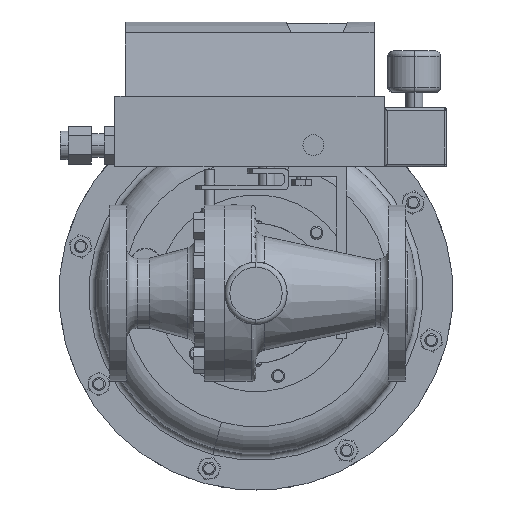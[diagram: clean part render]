
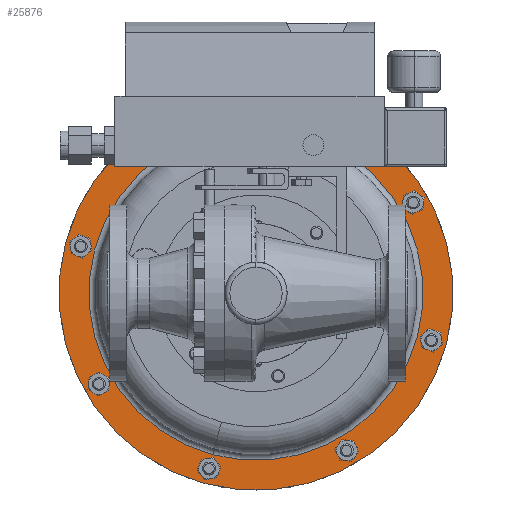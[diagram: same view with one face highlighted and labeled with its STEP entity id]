
A CAD part, front view. The second image highlights one B-rep face of the part: STEP entity #25876.
In plain terms, the highlighted planar face has unit normal (0, -1, 0).
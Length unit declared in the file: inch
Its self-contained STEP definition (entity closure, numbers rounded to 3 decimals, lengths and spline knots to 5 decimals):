
#547 = FACE_OUTER_BOUND ( 'NONE', #3129, .T. ) ;
#1210 = CIRCLE ( 'NONE', #8203, 4.75 ) ;
#1370 = CARTESIAN_POINT ( 'NONE',  ( -1.22939, 7.7525, -4.58815 ) ) ;
#1486 = DIRECTION ( 'NONE',  ( 0.259, 0., 0.966 ) ) ;
#1751 = AXIS2_PLACEMENT_3D ( 'NONE', #13950, #16499, #1486 ) ;
#2366 = VERTEX_POINT ( 'NONE', #31252 ) ;
#2969 = DIRECTION ( 'NONE',  ( 0., 1., 0. ) ) ;
#3129 = EDGE_LOOP ( 'NONE', ( #8625, #16602 ) ) ;
#3575 = VERTEX_POINT ( 'NONE', #16572 ) ;
#4639 = CIRCLE ( 'NONE', #6903, 4.75 ) ;
#5005 = CARTESIAN_POINT ( 'NONE',  ( 0., 7.7525, 0. ) ) ;
#6405 = PLANE ( 'NONE',  #1751 ) ;
#6903 = AXIS2_PLACEMENT_3D ( 'NONE', #17945, #2969, #20481 ) ;
#7533 = DIRECTION ( 'NONE',  ( -0.259, 0., -0.966 ) ) ;
#8203 = AXIS2_PLACEMENT_3D ( 'NONE', #26988, #11963, #29542 ) ;
#8625 = ORIENTED_EDGE ( 'NONE', *, *, #32237, .F. ) ;
#11963 = DIRECTION ( 'NONE',  ( 0., 1., 0. ) ) ;
#12287 = FACE_BOUND ( 'NONE', #28325, .T. ) ;
#12949 = VERTEX_POINT ( 'NONE', #31835 ) ;
#13522 = DIRECTION ( 'NONE',  ( -0.259, 0., -0.966 ) ) ;
#13950 = CARTESIAN_POINT ( 'NONE',  ( -4.58815, 7.7525, 1.22939 ) ) ;
#14253 = EDGE_CURVE ( 'NONE', #3575, #12949, #30153, .T. ) ;
#16499 = DIRECTION ( 'NONE',  ( 0., -1., 0. ) ) ;
#16572 = CARTESIAN_POINT ( 'NONE',  ( -1.04278, 7.7525, -3.89172 ) ) ;
#16602 = ORIENTED_EDGE ( 'NONE', *, *, #21392, .F. ) ;
#17945 = CARTESIAN_POINT ( 'NONE',  ( 0., 7.7525, 0. ) ) ;
#20481 = DIRECTION ( 'NONE',  ( -0.259, 0., -0.966 ) ) ;
#21392 = EDGE_CURVE ( 'NONE', #2366, #22729, #1210, .T. ) ;
#22510 = DIRECTION ( 'NONE',  ( 0., 1., 0. ) ) ;
#22729 = VERTEX_POINT ( 'NONE', #1370 ) ;
#23903 = EDGE_CURVE ( 'NONE', #12949, #3575, #28865, .T. ) ;
#23989 = AXIS2_PLACEMENT_3D ( 'NONE', #28572, #31112, #13522 ) ;
#25876 = ADVANCED_FACE ( 'NONE', ( #12287, #547 ), #6405, .T. ) ;
#26116 = ORIENTED_EDGE ( 'NONE', *, *, #14253, .T. ) ;
#26988 = CARTESIAN_POINT ( 'NONE',  ( 0., 7.7525, 0. ) ) ;
#28325 = EDGE_LOOP ( 'NONE', ( #26116, #31431 ) ) ;
#28572 = CARTESIAN_POINT ( 'NONE',  ( 0., 7.7525, 0. ) ) ;
#28865 = CIRCLE ( 'NONE', #31171, 4.029 ) ;
#29542 = DIRECTION ( 'NONE',  ( -0.259, 0., -0.966 ) ) ;
#30153 = CIRCLE ( 'NONE', #23989, 4.029 ) ;
#31112 = DIRECTION ( 'NONE',  ( 0., 1., 0. ) ) ;
#31171 = AXIS2_PLACEMENT_3D ( 'NONE', #5005, #22510, #7533 ) ;
#31252 = CARTESIAN_POINT ( 'NONE',  ( 1.22939, 7.7525, 4.58815 ) ) ;
#31431 = ORIENTED_EDGE ( 'NONE', *, *, #23903, .T. ) ;
#31835 = CARTESIAN_POINT ( 'NONE',  ( 1.04278, 7.7525, 3.89172 ) ) ;
#32237 = EDGE_CURVE ( 'NONE', #22729, #2366, #4639, .T. ) ;
